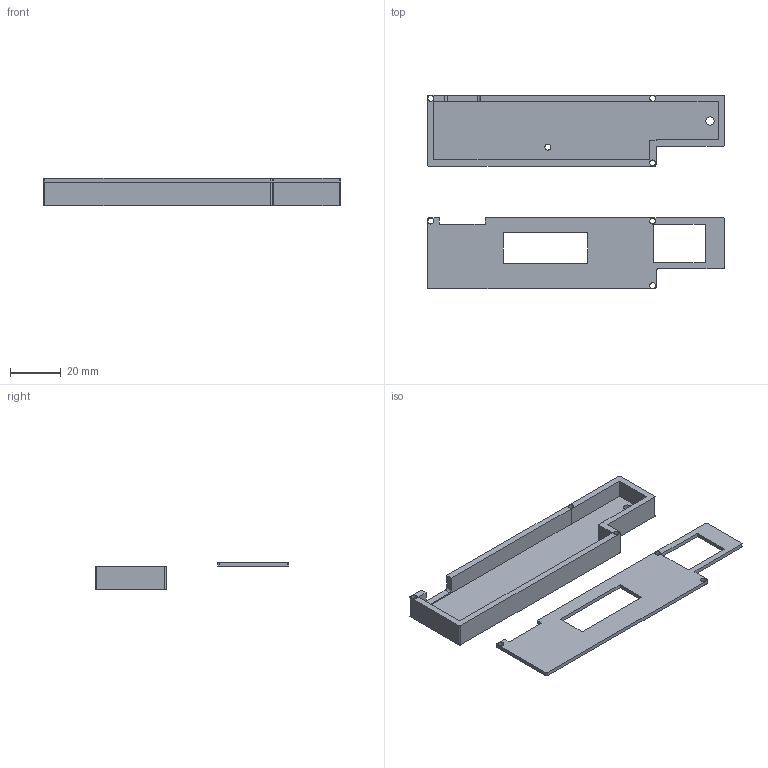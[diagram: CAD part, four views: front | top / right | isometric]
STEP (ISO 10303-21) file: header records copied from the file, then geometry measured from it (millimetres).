
FILE_DESCRIPTION(/* description */ (''),/* implementation_level */ '2;1');
FILE_NAME(/* name */ 'Humidity Sensor Desktop Together without PCBA.step',/* time_stamp */ '2025-12-02T19:34:52-08:00',/* author */ (''),/* organization */ (''),/* preprocessor_version */ 'ST-DEVELOPER v20.1',/* originating_system */ 'Autodesk Translation Framework v14.21.0.0',/* authorisation */ '');
FILE_SCHEMA (('AUTOMOTIVE_DESIGN { 1 0 10303 214 3 1 1 }'));
Length unit declared in the file: millimetre
Products named in the file (1): 2025-12-02-10-41-13-817
Bounding box: 116.61 x 76.15 x 10.75 mm (x, y, z)
Volume: 14212.9 mm3; surface area: 16030.7 mm2
Topology: 2 solids, 2 shells, 68 faces, 192 edges, 128 vertices
Faces by surface type: plane 46, cylinder 22
Full cylindrical faces by diameter (mm): 2.3 x7, 3.247 x1
Entity records: 2272 total; most frequent: CARTESIAN_POINT 389, ORIENTED_EDGE 384, DIRECTION 374, EDGE_CURVE 192, LINE 148, VECTOR 148, VERTEX_POINT 128, AXIS2_PLACEMENT_3D 113
